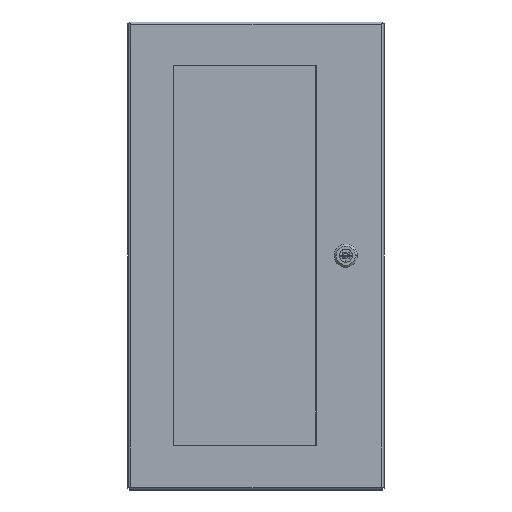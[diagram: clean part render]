
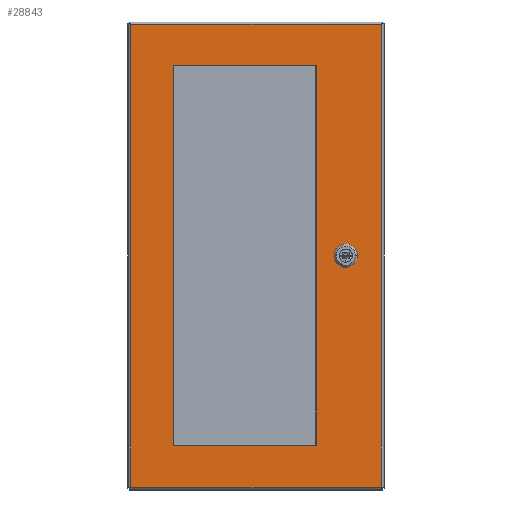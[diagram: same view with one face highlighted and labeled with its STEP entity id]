
A CAD part, front view. The second image highlights one B-rep face of the part: STEP entity #28843.
In plain terms, the highlighted planar face has unit normal (0, -1, 0).
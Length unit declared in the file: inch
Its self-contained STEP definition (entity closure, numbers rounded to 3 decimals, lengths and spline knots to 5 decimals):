
#99 = VECTOR ( 'NONE', #28262, 39.37008 ) ;
#863 = VERTEX_POINT ( 'NONE', #9052 ) ;
#911 = VECTOR ( 'NONE', #29122, 39.37008 ) ;
#1031 = EDGE_CURVE ( 'NONE', #7773, #31577, #29963, .T. ) ;
#1202 = EDGE_CURVE ( 'NONE', #24066, #4941, #20483, .T. ) ;
#1331 = DIRECTION ( 'NONE',  ( 0., -1., 0. ) ) ;
#1411 = LINE ( 'NONE', #11561, #4278 ) ;
#1599 = ORIENTED_EDGE ( 'NONE', *, *, #24627, .T. ) ;
#1681 = DIRECTION ( 'NONE',  ( 0., 0., 1. ) ) ;
#1767 = CARTESIAN_POINT ( 'NONE',  ( 3.8635, -1.796, -10.8485 ) ) ;
#2086 = ORIENTED_EDGE ( 'NONE', *, *, #26582, .T. ) ;
#2121 = DIRECTION ( 'NONE',  ( 0.707, 0., 0.707 ) ) ;
#2155 = LINE ( 'NONE', #12474, #8317 ) ;
#2953 = EDGE_CURVE ( 'NONE', #13789, #21020, #1411, .T. ) ;
#3108 = ORIENTED_EDGE ( 'NONE', *, *, #17251, .T. ) ;
#3157 = CARTESIAN_POINT ( 'NONE',  ( 5.947, -1.796, -22.051 ) ) ;
#3234 = CARTESIAN_POINT ( 'NONE',  ( -5.946, -1.796, -20.1 ) ) ;
#3551 = VERTEX_POINT ( 'NONE', #17738 ) ;
#3588 = CARTESIAN_POINT ( 'NONE',  ( -5.946, -1.796, -22.051 ) ) ;
#3671 = LINE ( 'NONE', #27051, #24983 ) ;
#4220 = CARTESIAN_POINT ( 'NONE',  ( -3.9195, -1.796, -22.051 ) ) ;
#4278 = VECTOR ( 'NONE', #5977, 39.37008 ) ;
#4287 = VERTEX_POINT ( 'NONE', #28985 ) ;
#4515 = CARTESIAN_POINT ( 'NONE',  ( 5.947, -1.796, -22.051 ) ) ;
#4919 = ORIENTED_EDGE ( 'NONE', *, *, #19397, .T. ) ;
#4936 = VECTOR ( 'NONE', #2121, 39.37008 ) ;
#4941 = VERTEX_POINT ( 'NONE', #29780 ) ;
#5107 = VERTEX_POINT ( 'NONE', #15779 ) ;
#5424 = DIRECTION ( 'NONE',  ( -0.707, 0., -0.707 ) ) ;
#5977 = DIRECTION ( 'NONE',  ( 1., 0., 0. ) ) ;
#6058 = ORIENTED_EDGE ( 'NONE', *, *, #17312, .T. ) ;
#6079 = CARTESIAN_POINT ( 'NONE',  ( 4.028, -1.796, -11.475 ) ) ;
#6565 = DIRECTION ( 'NONE',  ( 0., 0., -1. ) ) ;
#6741 = CARTESIAN_POINT ( 'NONE',  ( 2.871, -1.796, -22.051 ) ) ;
#7051 = PLANE ( 'NONE',  #14102 ) ;
#7578 = CARTESIAN_POINT ( 'NONE',  ( -5.946, -1.796, -0.108 ) ) ;
#7761 = CARTESIAN_POINT ( 'NONE',  ( -5.946, -1.796, -2.059 ) ) ;
#7773 = VERTEX_POINT ( 'NONE', #9409 ) ;
#8317 = VECTOR ( 'NONE', #22833, 39.37008 ) ;
#8429 = ORIENTED_EDGE ( 'NONE', *, *, #22118, .T. ) ;
#9052 = CARTESIAN_POINT ( 'NONE',  ( 3.8635, -1.796, -11.3105 ) ) ;
#9104 = ORIENTED_EDGE ( 'NONE', *, *, #31543, .T. ) ;
#9121 = VECTOR ( 'NONE', #20692, 39.37008 ) ;
#9409 = CARTESIAN_POINT ( 'NONE',  ( -3.9195, -1.796, -20.1 ) ) ;
#9735 = LINE ( 'NONE', #30221, #4936 ) ;
#10280 = EDGE_LOOP ( 'NONE', ( #3108, #14816, #6058, #9104, #15701, #20799, #2086, #8429 ) ) ;
#10577 = VERTEX_POINT ( 'NONE', #1767 ) ;
#10993 = CARTESIAN_POINT ( 'NONE',  ( 2.871, -1.796, -20.1 ) ) ;
#11256 = EDGE_CURVE ( 'NONE', #21020, #24066, #15018, .T. ) ;
#11353 = VECTOR ( 'NONE', #5424, 39.37008 ) ;
#11561 = CARTESIAN_POINT ( 'NONE',  ( -5.946, -1.796, -22.051 ) ) ;
#11666 = VECTOR ( 'NONE', #19610, 39.37008 ) ;
#12474 = CARTESIAN_POINT ( 'NONE',  ( -5.946, -1.796, -10.684 ) ) ;
#12515 = DIRECTION ( 'NONE',  ( 1., 0., 0. ) ) ;
#12584 = DIRECTION ( 'NONE',  ( 0.707, 0., -0.707 ) ) ;
#13560 = DIRECTION ( 'NONE',  ( -1., 0., 0. ) ) ;
#13789 = VERTEX_POINT ( 'NONE', #3588 ) ;
#14102 = AXIS2_PLACEMENT_3D ( 'NONE', #17081, #1331, #6565 ) ;
#14704 = DIRECTION ( 'NONE',  ( 0., 0., 1. ) ) ;
#14816 = ORIENTED_EDGE ( 'NONE', *, *, #29352, .T. ) ;
#14877 = ORIENTED_EDGE ( 'NONE', *, *, #1202, .T. ) ;
#15018 = LINE ( 'NONE', #4515, #11666 ) ;
#15701 = ORIENTED_EDGE ( 'NONE', *, *, #17713, .T. ) ;
#15779 = CARTESIAN_POINT ( 'NONE',  ( 4.6545, -1.796, -10.8485 ) ) ;
#16410 = CARTESIAN_POINT ( 'NONE',  ( 4.028, -1.796, -11.475 ) ) ;
#16418 = EDGE_LOOP ( 'NONE', ( #4919, #22586, #18776, #19315 ) ) ;
#16756 = FACE_BOUND ( 'NONE', #16418, .T. ) ;
#16879 = CARTESIAN_POINT ( 'NONE',  ( 2.871, -1.796, -2.059 ) ) ;
#17031 = VECTOR ( 'NONE', #17042, 39.37008 ) ;
#17042 = DIRECTION ( 'NONE',  ( 0., 0., -1. ) ) ;
#17081 = CARTESIAN_POINT ( 'NONE',  ( -5.946, -1.796, -22.051 ) ) ;
#17153 = VERTEX_POINT ( 'NONE', #24358 ) ;
#17251 = EDGE_CURVE ( 'NONE', #863, #10577, #30594, .T. ) ;
#17312 = EDGE_CURVE ( 'NONE', #4287, #3551, #2155, .T. ) ;
#17591 = DIRECTION ( 'NONE',  ( 0., 0., -1. ) ) ;
#17713 = EDGE_CURVE ( 'NONE', #5107, #17153, #17987, .T. ) ;
#17738 = CARTESIAN_POINT ( 'NONE',  ( 4.49, -1.796, -10.684 ) ) ;
#17987 = LINE ( 'NONE', #31024, #17031 ) ;
#18495 = VERTEX_POINT ( 'NONE', #33335 ) ;
#18776 = ORIENTED_EDGE ( 'NONE', *, *, #20801, .T. ) ;
#19315 = ORIENTED_EDGE ( 'NONE', *, *, #1031, .T. ) ;
#19397 = EDGE_CURVE ( 'NONE', #31577, #22454, #30981, .T. ) ;
#19610 = DIRECTION ( 'NONE',  ( 0., 0., 1. ) ) ;
#19785 = FACE_BOUND ( 'NONE', #10280, .T. ) ;
#20441 = VECTOR ( 'NONE', #12515, 39.37008 ) ;
#20483 = LINE ( 'NONE', #7578, #99 ) ;
#20493 = VECTOR ( 'NONE', #1681, 39.37008 ) ;
#20692 = DIRECTION ( 'NONE',  ( -1., 0., 0. ) ) ;
#20799 = ORIENTED_EDGE ( 'NONE', *, *, #25603, .T. ) ;
#20801 = EDGE_CURVE ( 'NONE', #25630, #7773, #26447, .T. ) ;
#21020 = VERTEX_POINT ( 'NONE', #3157 ) ;
#21954 = ORIENTED_EDGE ( 'NONE', *, *, #2953, .T. ) ;
#22118 = EDGE_CURVE ( 'NONE', #28727, #863, #29285, .T. ) ;
#22454 = VERTEX_POINT ( 'NONE', #16879 ) ;
#22586 = ORIENTED_EDGE ( 'NONE', *, *, #30755, .T. ) ;
#22833 = DIRECTION ( 'NONE',  ( 1., 0., 0. ) ) ;
#22866 = VECTOR ( 'NONE', #17591, 39.37008 ) ;
#23097 = VECTOR ( 'NONE', #13560, 39.37008 ) ;
#24066 = VERTEX_POINT ( 'NONE', #25965 ) ;
#24206 = CARTESIAN_POINT ( 'NONE',  ( -5.946, -1.796, -22.051 ) ) ;
#24264 = ORIENTED_EDGE ( 'NONE', *, *, #11256, .T. ) ;
#24358 = CARTESIAN_POINT ( 'NONE',  ( 4.6545, -1.796, -11.3105 ) ) ;
#24627 = EDGE_CURVE ( 'NONE', #4941, #13789, #31334, .T. ) ;
#24983 = VECTOR ( 'NONE', #12584, 39.37008 ) ;
#25130 = CARTESIAN_POINT ( 'NONE',  ( -3.9195, -1.796, -2.059 ) ) ;
#25603 = EDGE_CURVE ( 'NONE', #17153, #18495, #28965, .T. ) ;
#25630 = VERTEX_POINT ( 'NONE', #10993 ) ;
#25965 = CARTESIAN_POINT ( 'NONE',  ( 5.947, -1.796, -0.108 ) ) ;
#26259 = DIRECTION ( 'NONE',  ( 0., 0., -1. ) ) ;
#26447 = LINE ( 'NONE', #3234, #23097 ) ;
#26582 = EDGE_CURVE ( 'NONE', #18495, #28727, #30662, .T. ) ;
#27051 = CARTESIAN_POINT ( 'NONE',  ( 4.49, -1.796, -10.684 ) ) ;
#28262 = DIRECTION ( 'NONE',  ( -1., 0., 0. ) ) ;
#28461 = CARTESIAN_POINT ( 'NONE',  ( 4.6545, -1.796, -11.3105 ) ) ;
#28727 = VERTEX_POINT ( 'NONE', #16410 ) ;
#28843 = ADVANCED_FACE ( 'NONE', ( #30258, #19785, #16756 ), #7051, .T. ) ;
#28889 = VECTOR ( 'NONE', #14704, 39.37008 ) ;
#28965 = LINE ( 'NONE', #28461, #11353 ) ;
#28985 = CARTESIAN_POINT ( 'NONE',  ( 4.028, -1.796, -10.684 ) ) ;
#29122 = DIRECTION ( 'NONE',  ( -0.707, 0., 0.707 ) ) ;
#29285 = LINE ( 'NONE', #6079, #911 ) ;
#29352 = EDGE_CURVE ( 'NONE', #10577, #4287, #9735, .T. ) ;
#29780 = CARTESIAN_POINT ( 'NONE',  ( -5.946, -1.796, -0.108 ) ) ;
#29958 = LINE ( 'NONE', #6741, #22866 ) ;
#29963 = LINE ( 'NONE', #4220, #20493 ) ;
#30221 = CARTESIAN_POINT ( 'NONE',  ( 3.8635, -1.796, -10.8485 ) ) ;
#30258 = FACE_OUTER_BOUND ( 'NONE', #30303, .T. ) ;
#30303 = EDGE_LOOP ( 'NONE', ( #24264, #14877, #1599, #21954 ) ) ;
#30594 = LINE ( 'NONE', #32665, #28889 ) ;
#30662 = LINE ( 'NONE', #31177, #9121 ) ;
#30755 = EDGE_CURVE ( 'NONE', #22454, #25630, #29958, .T. ) ;
#30981 = LINE ( 'NONE', #7761, #20441 ) ;
#31024 = CARTESIAN_POINT ( 'NONE',  ( 4.6545, -1.796, -22.051 ) ) ;
#31177 = CARTESIAN_POINT ( 'NONE',  ( -5.946, -1.796, -11.475 ) ) ;
#31334 = LINE ( 'NONE', #24206, #33526 ) ;
#31543 = EDGE_CURVE ( 'NONE', #3551, #5107, #3671, .T. ) ;
#31577 = VERTEX_POINT ( 'NONE', #25130 ) ;
#32665 = CARTESIAN_POINT ( 'NONE',  ( 3.8635, -1.796, -22.051 ) ) ;
#33335 = CARTESIAN_POINT ( 'NONE',  ( 4.49, -1.796, -11.475 ) ) ;
#33526 = VECTOR ( 'NONE', #26259, 39.37008 ) ;
